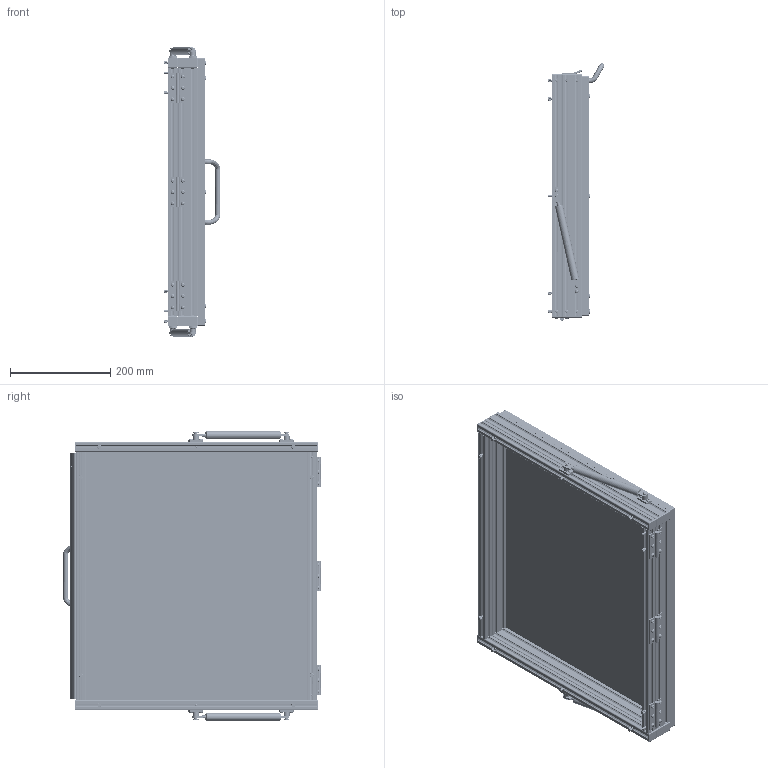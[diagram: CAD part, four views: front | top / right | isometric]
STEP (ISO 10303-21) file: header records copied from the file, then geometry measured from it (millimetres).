
FILE_DESCRIPTION (( 'STEP AP214' ), '1' );
FILE_NAME ('INGUN_35476.STEP', '2024-10-07T13:54:39', ( '' ), ( '' ), 'SwSTEP 2.0', 'SolidWorks 2021', '' );
FILE_SCHEMA (( 'AUTOMOTIVE_DESIGN' ));
Length unit declared in the file: millimetre
Products named in the file (38): 31443~1; INGUN_35476; ISO7380~n_M04,0x008; 35454~1_S; DIN912~n_M04,0x020; ISO7380~n_M04,0x010; Scharnier~0_Teil1; DIN_6799_-_A2~n_d 5; 3381~0; DIN6325~n_04,0m6x020; 35339~0; 25285~2; 9289~0; ISO7380~n_M04,0x020; 35444~1; Gewindebuchse~n_M04-07,5 geschlossen; DIN125~n_04,3 M04,0; 9289-2~0; 3376~0; 12849~0; 2501_1~0; DIN912~n_M05,0x040; 2501_2~0; 35446~0; 35445~0; 35338~0; 9289-1~0; 2501~0; 13373~0; 9523~0; 13372~1; Scharnier~0_Teil2; Stift_zu_Scharnier_13372~0; 35151~0_S; 35453~1_S; DIN6325~n_04,0m6x030; 35451~0; 8577~1
Assembly tree (137 placements, depth 5):
  INGUN_35476
    35444~1
      35451~0
      35446~0  x2
      35445~0
      35338~0  x2
      35339~0  x2
      35453~1_S
        31443~1
      12849~0  x3
        13372~1
          Scharnier~0_Teil1
          Scharnier~0_Teil2
          Stift_zu_Scharnier_13372~0
        DIN125~n_04,3 M04,0
        ISO7380~n_M04,0x008
        13373~0
      8577~1
      25285~2  x4
      2501~0  x2
        2501_1~0
        2501_2~0
      35151~0_S
      3376~0  x4
      9523~0  x4
      9289~0  x12
        9289-1~0
        9289-2~0
      3381~0  x8
      DIN_6799_-_A2~n_d 5  x4
      DIN912~n_M05,0x040  x2
      ISO7380~n_M04,0x010  x8
    35454~1_S
    3381~0  x12
    ISO7380~n_M04,0x020  x12
    DIN6325~n_04,0m6x030  x2
    Gewindebuchse~n_M04-07,5 geschlossen  x8
    DIN912~n_M04,0x020  x8
    DIN6325~n_04,0m6x020  x4
Bounding box: 113 x 513.1 x 577.5 mm (x, y, z)
Volume: 5068833.5 mm3; surface area: 1663183.5 mm2
Topology: 183 solids, 183 shells, 7889 faces, 19989 edges, 12704 vertices
Faces by surface type: plane 4560, cylinder 2595, cone 276, bspline 208, torus 186, sphere 64
Entity records: 67510 total; most frequent: CARTESIAN_POINT 20176, ORIENTED_EDGE 9570, DIRECTION 9467, EDGE_CURVE 4785, AXIS2_PLACEMENT_3D 3380, VERTEX_POINT 3118, LINE 2707, VECTOR 2707
